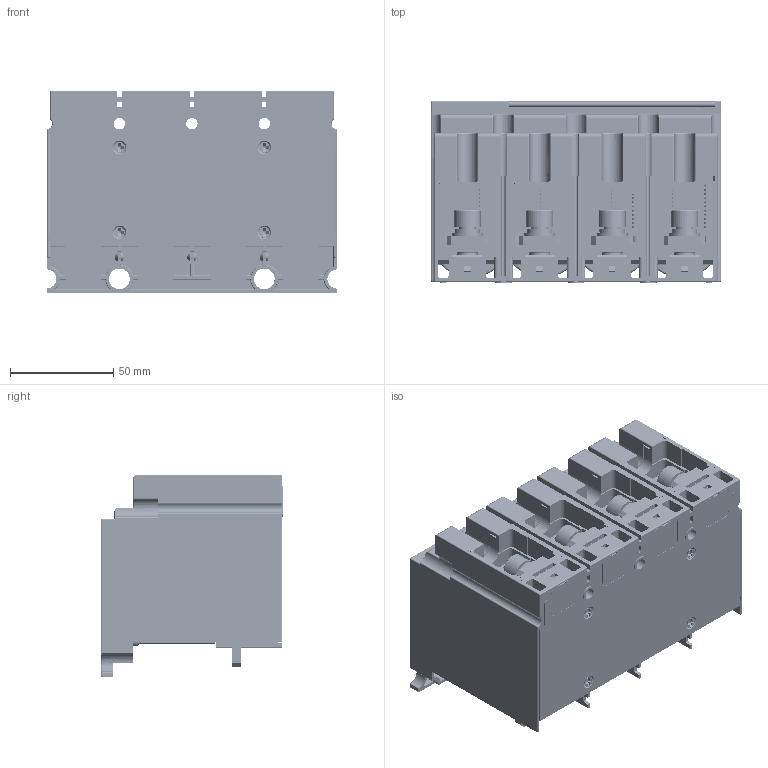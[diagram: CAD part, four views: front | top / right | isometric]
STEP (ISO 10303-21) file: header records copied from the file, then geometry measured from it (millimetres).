
FILE_DESCRIPTION((''),'2;1');
FILE_NAME('ASM0004_ASM','2022-08-18T15:08:22',('zying1'),(''),'CREO PARAMETRIC BY PTC INC, 2020044','CREO PARAMETRIC BY PTC INC, 2020044','');
FILE_SCHEMA(('CONFIG_CONTROL_DESIGN','SHAPE_APPEARANCE_LAYERS_GROUPS'));
Products named in the file (55): 8024FM1602; 8754M0101102-27753; 8754M0101102-28677; 8754M0101102-29601; 8754M0101102-30525; 8940M0308103_SOLID_1-31449; 8940M0308103_QUILT_1-32233; 8940M0308103_SOLID_1-32304; 8940M0308103_QUILT_1-33088; 8940M0308103_SOLID_1-33159; 8940M0308103_QUILT_1-33943; 8940M0308103_SOLID_1-34014; 8940M0308103_QUILT_1-34798; 8585FM1601; 8585FM1602; 8585FM1603; 8585FM1604; 8750FM1602; 8315FM1602; 8315FM1606; 8742M0101009-77492; 8742M0101009-82427; 8742M0101009-87362; 8742M0101009-92297; SP110690_SOLID_1-97232; SP110690_SOLID_2-97712; SP110690_QUILT_1-97969; SP110690_SOLID_1-98077; SP110690_SOLID_2-98557; SP110690_QUILT_1-98814; SP110690_SOLID_1-98922; SP110690_SOLID_2-99402; SP110690_QUILT_1-99659; SP110690_SOLID_1-99767; SP110690_SOLID_2-100247; SP110690_QUILT_1-100504; 8300M0101002-100612; 8300M0101002-101529; 8300M0101002-102446; 8300M0101002-103363 ...
Assembly tree (54 placements, depth 3):
  ASM0004_ASM
    6592FM1602001-002_ASM
      8024FM1602
      8754M0101102-27753
      8754M0101102-28677
      8754M0101102-29601
      8754M0101102-30525
      8940M0308103_SOLID_1-31449
      8940M0308103_QUILT_1-32233
      8940M0308103_SOLID_1-32304
      8940M0308103_QUILT_1-33088
      8940M0308103_SOLID_1-33159
      8940M0308103_QUILT_1-33943
      8940M0308103_SOLID_1-34014
      8940M0308103_QUILT_1-34798
      8585FM1601
      8585FM1602
      8585FM1603
      8585FM1604
      8750FM1602
      8315FM1602
      8315FM1606
      8742M0101009-77492
      8742M0101009-82427
      8742M0101009-87362
      8742M0101009-92297
      SP110690_SOLID_1-97232
      SP110690_SOLID_2-97712
      SP110690_QUILT_1-97969
      SP110690_SOLID_1-98077
      SP110690_SOLID_2-98557
      SP110690_QUILT_1-98814
      SP110690_SOLID_1-98922
      SP110690_SOLID_2-99402
      SP110690_QUILT_1-99659
      SP110690_SOLID_1-99767
      SP110690_SOLID_2-100247
      SP110690_QUILT_1-100504
      8300M0101002-100612
      8300M0101002-101529
      8300M0101002-102446
      8300M0101002-103363
      5599FM1613001-002_SOLID_2
      8315FM1613
      SP070449-127670
      SP070449-128531
      SP070057-129392
      SP070057-130365
      SP070443-138964
      SP070443-139825
      SP070324-140686
      SP070324-141471
      SP070324-142256
      SP070324-143041
      8867M1424100315
Bounding box: 140.12 x 88 x 98 mm (x, y, z)
Volume: 264644.1 mm3; surface area: 276916.8 mm2
Topology: 45 solids, 53 shells, 4826 faces, 13560 edges, 8808 vertices
Faces by surface type: plane 2398, cylinder 2003, torus 208, sphere 101, cone 95, bspline 21
Entity records: 169607 total; most frequent: CARTESIAN_POINT 30645, DIRECTION 27666, ORIENTED_EDGE 26896, EDGE_CURVE 13460, AXIS2_PLACEMENT_3D 9738, VERTEX_POINT 8807, VECTOR 8190, LINE 8190
